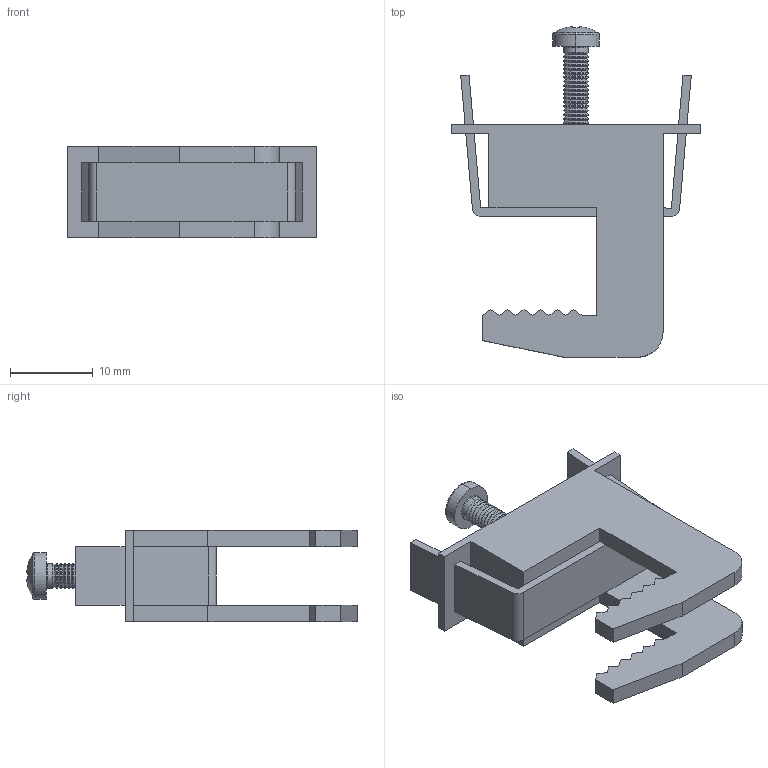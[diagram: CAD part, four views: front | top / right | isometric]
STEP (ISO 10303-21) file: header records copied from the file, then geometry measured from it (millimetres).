
FILE_DESCRIPTION (( 'STEP AP203' ), '1' );
FILE_NAME ('Óíèâåðñàëüíûå òåðìèíàëû äëÿ ïðîâîäíèêîâ EKF PROxima h=23.STEP', '2016-11-06T10:11:58', ( '' ), ( '' ), 'SwSTEP 2.0', 'SolidWorks 2014', '' );
FILE_SCHEMA (( 'CONFIG_CONTROL_DESIGN' ));
Length unit declared in the file: millimetre
Products named in the file (3): pan head cross recess screw_din_ISO 7045 - M3 x 10 - Z --- 10S; Óíèâåðñàëüíûå òåðìèíàëû äëÿ ïðîâîäíèêîâ EKF PROxima h=23; Óíèâåðñàëüíûå òåðìèíàëû äëÿ ïðîâîäíèêîâ EKF PROxima h=17
Assembly tree (2 placements, depth 2):
  Óíèâåðñàëüíûå òåðìèíàëû äëÿ ïðîâîäíèêîâ EKF PROxima h=23
    Óíèâåðñàëüíûå òåðìèíàëû äëÿ ïðîâîäíèêîâ EKF PROxima h=17
    pan head cross recess screw_din_ISO 7045 - M3 x 10 - Z --- 10S
Bounding box: 30 x 39.85 x 11 mm (x, y, z)
Volume: 3658.4 mm3; surface area: 3212.5 mm2
Topology: 2 solids, 2 shells, 228 faces, 606 edges, 382 vertices
Faces by surface type: plane 91, cone 85, cylinder 46, torus 4, sphere 2
Entity records: 7405 total; most frequent: DIRECTION 1309, CARTESIAN_POINT 1258, ORIENTED_EDGE 1208, EDGE_CURVE 604, AXIS2_PLACEMENT_3D 485, VERTEX_POINT 382, VECTOR 339, LINE 339
